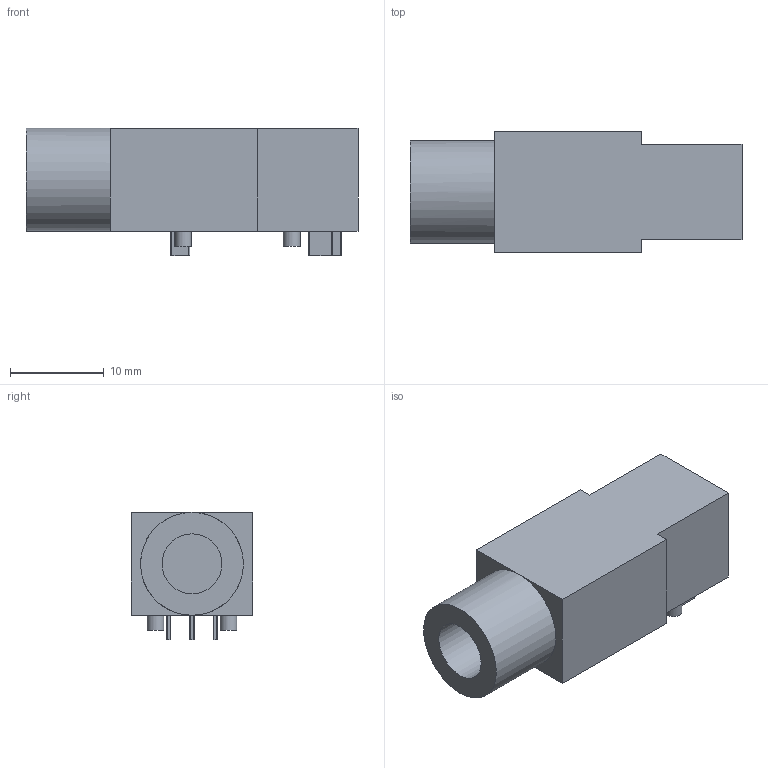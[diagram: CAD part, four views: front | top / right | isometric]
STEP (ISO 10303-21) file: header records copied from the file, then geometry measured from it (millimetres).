
FILE_DESCRIPTION(('FreeCAD Model'),'2;1');
FILE_NAME('Open CASCADE Shape Model','2025-08-06T16:44:31',( 'kicad StepUp'),('ksu MCAD'),'Open CASCADE STEP processor 7.8', 'FreeCAD','Unknown');
FILE_SCHEMA(('AUTOMOTIVE_DESIGN { 1 0 10303 214 1 1 1 1 }'));
Length unit declared in the file: millimetre
Products named in the file (1): CK635008_
Bounding box: 35.5 x 13 x 13.6 mm (x, y, z)
Volume: 4049.6 mm3; surface area: 2069.1 mm2
Topology: 1 solids, 1 shells, 50 faces, 118 edges, 78 vertices
Faces by surface type: plane 32, cylinder 18
Full cylindrical faces by diameter (mm): 1.8 x4, 6.4 x1, 11 x1
Entity records: 1918 total; most frequent: DIRECTION 258, CARTESIAN_POINT 247, ORIENTED_EDGE 236, EDGE_CURVE 118, AXIS2_PLACEMENT_3D 89, LINE 80, VECTOR 80, VERTEX_POINT 78
